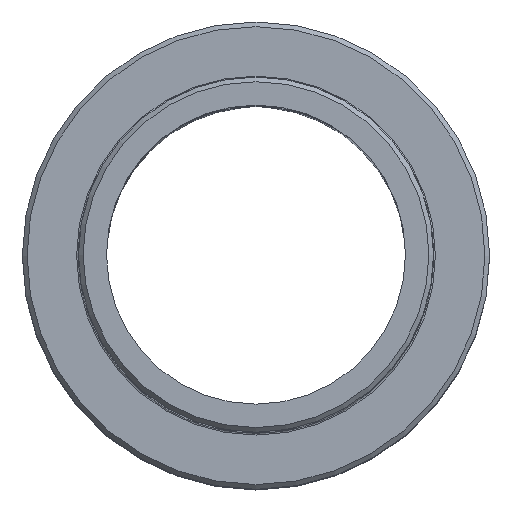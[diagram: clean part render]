
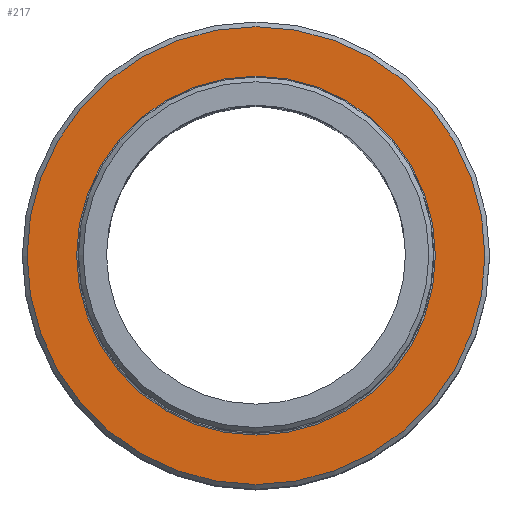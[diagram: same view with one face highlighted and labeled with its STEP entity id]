
A CAD part, top view. The second image highlights one B-rep face of the part: STEP entity #217.
In plain terms, the highlighted planar face has unit normal (0, 0, 1).
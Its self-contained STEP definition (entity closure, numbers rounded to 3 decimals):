
#54=PLANE('',#2313);
#217=ADVANCED_FACE('',(#807,#808),#54,.F.);
#807=FACE_BOUND('',#865,.T.);
#808=FACE_BOUND('',#866,.T.);
#865=EDGE_LOOP('',(#1210));
#866=EDGE_LOOP('',(#1211));
#1210=ORIENTED_EDGE('',*,*,#2062,.T.);
#1211=ORIENTED_EDGE('',*,*,#2063,.T.);
#1836=VERTEX_POINT('',#4364);
#1837=VERTEX_POINT('',#4366);
#2062=EDGE_CURVE('',#1836,#1836,#2226,.T.);
#2063=EDGE_CURVE('',#1837,#1837,#2227,.T.);
#2226=CIRCLE('',#2311,24.5);
#2227=CIRCLE('',#2312,19.2);
#2311=AXIS2_PLACEMENT_3D('',#4363,#2651,#2652);
#2312=AXIS2_PLACEMENT_3D('',#4365,#2653,#2654);
#2313=AXIS2_PLACEMENT_3D('',#4367,#2655,#2656);
#2651=DIRECTION('',(0.,0.,1.));
#2652=DIRECTION('',(-1.,0.,0.));
#2653=DIRECTION('',(0.,0.,-1.));
#2654=DIRECTION('',(-1.,0.,0.));
#2655=DIRECTION('',(0.,0.,-1.));
#2656=DIRECTION('',(-1.,0.,0.));
#4363=CARTESIAN_POINT('',(0.,0.,65.1));
#4364=CARTESIAN_POINT('',(-24.5,0.,65.1));
#4365=CARTESIAN_POINT('',(0.,0.,65.1));
#4366=CARTESIAN_POINT('',(-19.2,0.,65.1));
#4367=CARTESIAN_POINT('',(0.,0.,65.1));
